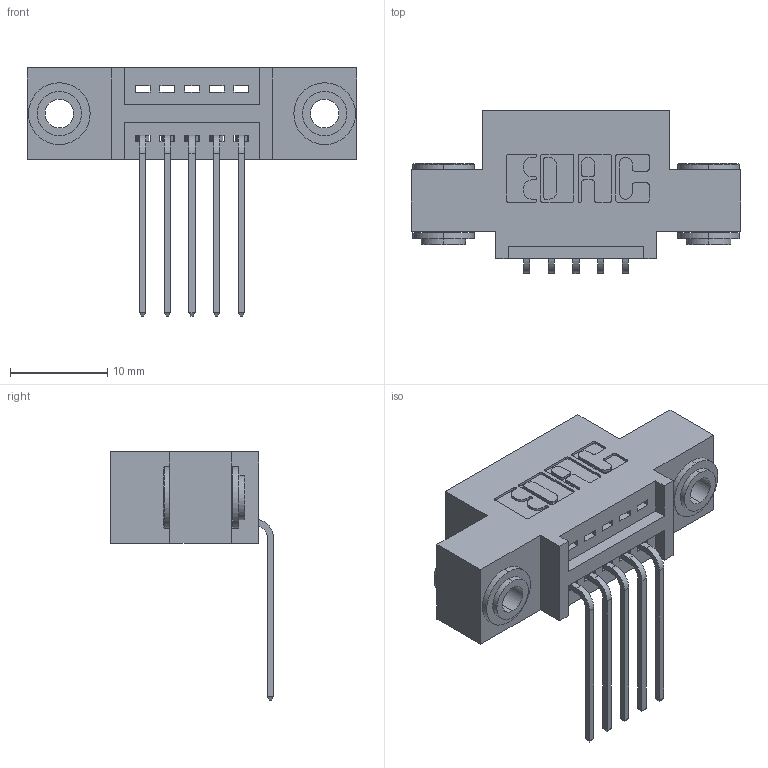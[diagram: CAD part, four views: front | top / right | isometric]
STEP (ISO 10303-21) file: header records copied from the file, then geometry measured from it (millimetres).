
FILE_DESCRIPTION (( 'STEP AP203' ), '1' );
FILE_NAME ('345-005-559-403.STEP', '2018-08-16T22:46:38', ( '' ), ( '' ), 'SwSTEP 2.0', 'SolidWorks 2016', '' );
FILE_SCHEMA (( 'CONFIG_CONTROL_DESIGN' ));
Length unit declared in the file: inch
Products named in the file (4): 345 Part_0.110 Offset - 0.156 Dia-TH; 345-292-001_558 559 Tail - 1; 345-250-002_345-250-002-102; 345-005-559-403
Assembly tree (8 placements, depth 2):
  345-005-559-403
    345 Part_0.110 Offset - 0.156 Dia-TH
    345-292-001_558 559 Tail - 1  x5
    345-250-002_345-250-002-102  x2
Bounding box: 33.91 x 16.75 x 25.53 mm (x, y, z)
Volume: 2880.3 mm3; surface area: 3719.1 mm2
Topology: 8 solids, 8 shells, 468 faces, 1339 edges, 882 vertices
Faces by surface type: plane 304, cylinder 156, cone 8
Entity records: 9610 total; most frequent: CARTESIAN_POINT 1646, ORIENTED_EDGE 1578, DIRECTION 1521, EDGE_CURVE 789, VECTOR 613, LINE 613, VERTEX_POINT 522, AXIS2_PLACEMENT_3D 454
